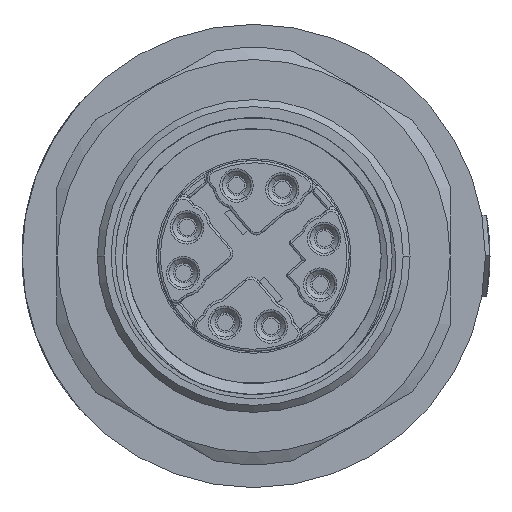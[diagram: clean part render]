
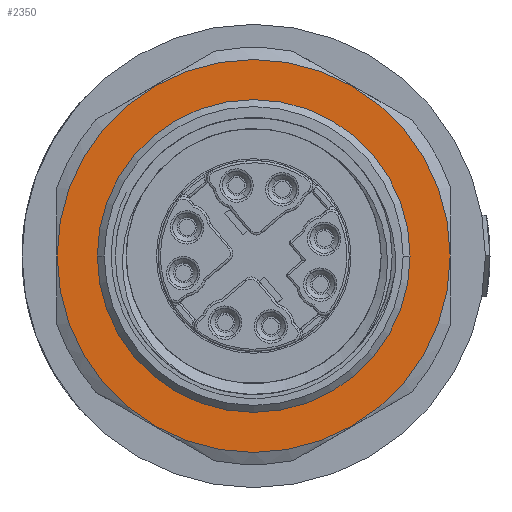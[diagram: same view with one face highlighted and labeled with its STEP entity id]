
A CAD part, left-side view. The second image highlights one B-rep face of the part: STEP entity #2350.
In plain terms, the highlighted planar face has unit normal (-1, 0, 0).
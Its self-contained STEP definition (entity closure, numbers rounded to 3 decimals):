
#1339 = AXIS2_PLACEMENT_3D ( 'NONE', #8311, #18928, #9837 ) ;
#2350 = ADVANCED_FACE ( 'NONE', ( #6200, #9761 ), #18432, .F. ) ;
#2914 = CARTESIAN_POINT ( 'NONE',  ( -26.315, -0.656, 40. ) ) ;
#3342 = VERTEX_POINT ( 'NONE', #10766 ) ;
#3472 = EDGE_CURVE ( 'NONE', #14341, #7247, #7137, .T. ) ;
#4057 = ORIENTED_EDGE ( 'NONE', *, *, #9058, .T. ) ;
#4472 = DIRECTION ( 'NONE',  ( 0., -1., 0. ) ) ;
#6200 = FACE_OUTER_BOUND ( 'NONE', #7758, .T. ) ;
#7137 = CIRCLE ( 'NONE', #14907, 8.48 ) ;
#7247 = VERTEX_POINT ( 'NONE', #19174 ) ;
#7317 = CARTESIAN_POINT ( 'NONE',  ( -26.315, -7.406, 40. ) ) ;
#7696 = EDGE_CURVE ( 'NONE', #3342, #15119, #11283, .T. ) ;
#7758 = EDGE_LOOP ( 'NONE', ( #8425, #9503 ) ) ;
#8142 = CIRCLE ( 'NONE', #1339, 6.75 ) ;
#8311 = CARTESIAN_POINT ( 'NONE',  ( -26.315, -0.656, 40. ) ) ;
#8331 = DIRECTION ( 'NONE',  ( -1., 0., 0. ) ) ;
#8425 = ORIENTED_EDGE ( 'NONE', *, *, #17732, .T. ) ;
#9058 = EDGE_CURVE ( 'NONE', #15119, #3342, #8142, .T. ) ;
#9167 = CARTESIAN_POINT ( 'NONE',  ( -26.315, -0.656, 40. ) ) ;
#9503 = ORIENTED_EDGE ( 'NONE', *, *, #3472, .T. ) ;
#9761 = FACE_BOUND ( 'NONE', #17650, .T. ) ;
#9837 = DIRECTION ( 'NONE',  ( 0., -1., 0. ) ) ;
#10549 = DIRECTION ( 'NONE',  ( -1., 0., 0. ) ) ;
#10671 = CARTESIAN_POINT ( 'NONE',  ( -26.315, -0.656, 40. ) ) ;
#10766 = CARTESIAN_POINT ( 'NONE',  ( -26.315, 6.094, 40. ) ) ;
#11015 = CARTESIAN_POINT ( 'NONE',  ( -26.315, 7.824, 40. ) ) ;
#11283 = CIRCLE ( 'NONE', #14882, 6.75 ) ;
#12122 = DIRECTION ( 'NONE',  ( 1., 0., 0. ) ) ;
#13579 = DIRECTION ( 'NONE',  ( 0., -1., 0. ) ) ;
#13620 = DIRECTION ( 'NONE',  ( 1., 0., 0. ) ) ;
#14341 = VERTEX_POINT ( 'NONE', #11015 ) ;
#14539 = CIRCLE ( 'NONE', #18043, 8.48 ) ;
#14882 = AXIS2_PLACEMENT_3D ( 'NONE', #2914, #13620, #4472 ) ;
#14907 = AXIS2_PLACEMENT_3D ( 'NONE', #10671, #10549, #13579 ) ;
#15119 = VERTEX_POINT ( 'NONE', #7317 ) ;
#15249 = ORIENTED_EDGE ( 'NONE', *, *, #7696, .T. ) ;
#15617 = DIRECTION ( 'NONE',  ( 0., -1., 0. ) ) ;
#17431 = CARTESIAN_POINT ( 'NONE',  ( -26.315, -0.656, 40. ) ) ;
#17650 = EDGE_LOOP ( 'NONE', ( #15249, #4057 ) ) ;
#17732 = EDGE_CURVE ( 'NONE', #7247, #14341, #14539, .T. ) ;
#18043 = AXIS2_PLACEMENT_3D ( 'NONE', #17431, #8331, #18948 ) ;
#18432 = PLANE ( 'NONE',  #18999 ) ;
#18928 = DIRECTION ( 'NONE',  ( 1., 0., 0. ) ) ;
#18948 = DIRECTION ( 'NONE',  ( 0., -1., 0. ) ) ;
#18999 = AXIS2_PLACEMENT_3D ( 'NONE', #9167, #12122, #15617 ) ;
#19174 = CARTESIAN_POINT ( 'NONE',  ( -26.315, -9.136, 40. ) ) ;
